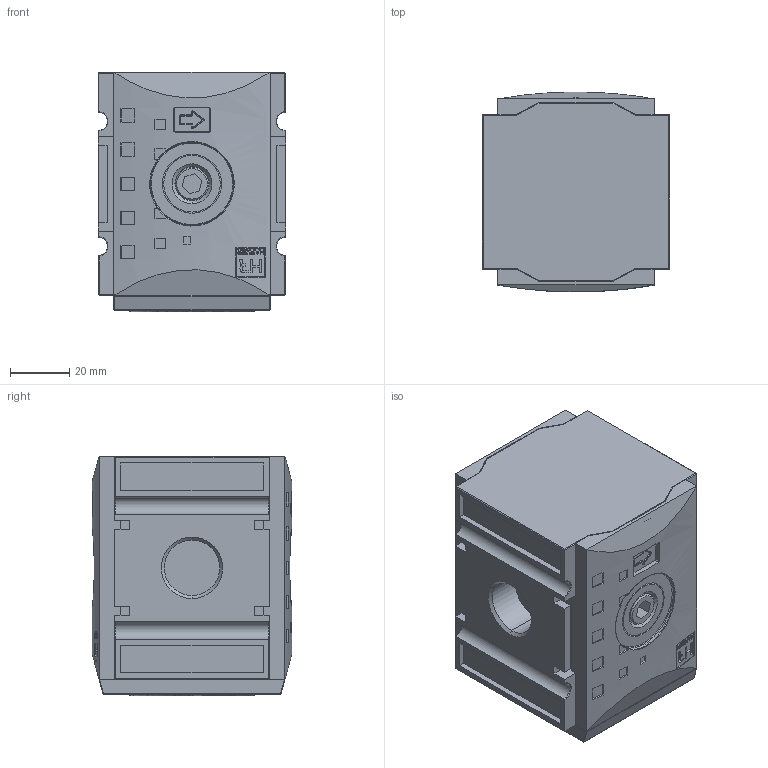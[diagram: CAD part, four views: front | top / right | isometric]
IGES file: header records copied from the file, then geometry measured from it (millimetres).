
Start section: SolidWorks IGES file using analytic representation for surfaces
Global section: file name: KDIS-212.IGS; native system: SolidWorks 2013; preprocessor: SolidWorks 2013; author: technolog; date: 140113.094013; units: millimetre
Bounding box: 63 x 67.13 x 80.5 mm (x, y, z)
Volume: 259731.4 mm3; surface area: 51516.4 mm2
Topology: 2 solids, 2 shells, 829 faces, 4689 edges, 6053 vertices
Faces by surface type: plane 543, revolution 201, bspline 85
